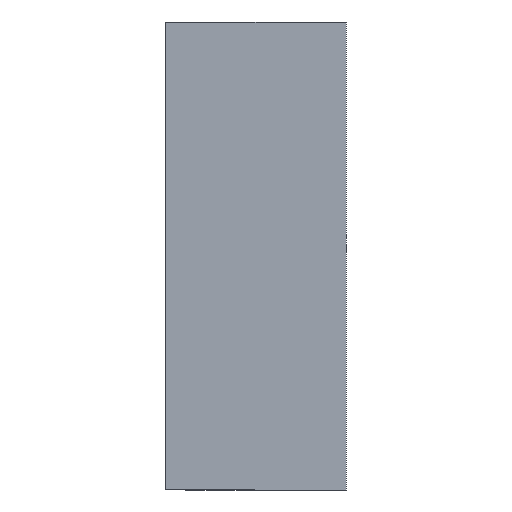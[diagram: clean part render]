
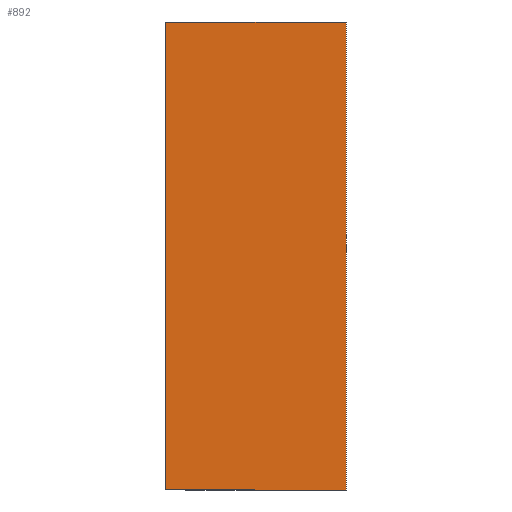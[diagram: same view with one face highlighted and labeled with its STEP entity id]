
A CAD part, front view. The second image highlights one B-rep face of the part: STEP entity #892.
In plain terms, the highlighted planar face has unit normal (0, -1, 0).
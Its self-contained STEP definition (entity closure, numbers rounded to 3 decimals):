
#25 = VECTOR ( 'NONE', #1760, 1000. ) ;
#67 = CARTESIAN_POINT ( 'NONE',  ( 0., 0., 0. ) ) ;
#109 = CARTESIAN_POINT ( 'NONE',  ( 85., 0., 0. ) ) ;
#215 = CARTESIAN_POINT ( 'NONE',  ( 85., 0., -220. ) ) ;
#217 = VERTEX_POINT ( 'NONE', #1739 ) ;
#265 = DIRECTION ( 'NONE',  ( 0., 0., -1. ) ) ;
#274 = PLANE ( 'NONE',  #573 ) ;
#283 = CARTESIAN_POINT ( 'NONE',  ( 0., 0., 0. ) ) ;
#311 = LINE ( 'NONE', #1119, #549 ) ;
#419 = FACE_OUTER_BOUND ( 'NONE', #910, .T. ) ;
#493 = VECTOR ( 'NONE', #1324, 1000. ) ;
#549 = VECTOR ( 'NONE', #831, 1000. ) ;
#555 = CARTESIAN_POINT ( 'NONE',  ( 0., 0., 0. ) ) ;
#573 = AXIS2_PLACEMENT_3D ( 'NONE', #555, #684, #265 ) ;
#608 = CARTESIAN_POINT ( 'NONE',  ( 0., 0., 0. ) ) ;
#628 = LINE ( 'NONE', #608, #493 ) ;
#684 = DIRECTION ( 'NONE',  ( 0., -1., 0. ) ) ;
#763 = ORIENTED_EDGE ( 'NONE', *, *, #1084, .F. ) ;
#826 = VERTEX_POINT ( 'NONE', #109 ) ;
#831 = DIRECTION ( 'NONE',  ( -1., 0., 0. ) ) ;
#892 = ADVANCED_FACE ( 'NONE', ( #419 ), #274, .T. ) ;
#906 = CARTESIAN_POINT ( 'NONE',  ( 85., 0., 0. ) ) ;
#910 = EDGE_LOOP ( 'NONE', ( #763, #1495, #1152, #1322 ) ) ;
#1084 = EDGE_CURVE ( 'NONE', #217, #1818, #628, .T. ) ;
#1119 = CARTESIAN_POINT ( 'NONE',  ( 0., 0., -220. ) ) ;
#1152 = ORIENTED_EDGE ( 'NONE', *, *, #1379, .F. ) ;
#1172 = EDGE_CURVE ( 'NONE', #1818, #826, #1330, .T. ) ;
#1322 = ORIENTED_EDGE ( 'NONE', *, *, #1172, .F. ) ;
#1324 = DIRECTION ( 'NONE',  ( 0., 0., 1. ) ) ;
#1330 = LINE ( 'NONE', #67, #1421 ) ;
#1379 = EDGE_CURVE ( 'NONE', #826, #1561, #1709, .T. ) ;
#1421 = VECTOR ( 'NONE', #1490, 1000. ) ;
#1490 = DIRECTION ( 'NONE',  ( 1., 0., 0. ) ) ;
#1495 = ORIENTED_EDGE ( 'NONE', *, *, #1741, .F. ) ;
#1561 = VERTEX_POINT ( 'NONE', #215 ) ;
#1709 = LINE ( 'NONE', #906, #25 ) ;
#1739 = CARTESIAN_POINT ( 'NONE',  ( 0., 0., -220. ) ) ;
#1741 = EDGE_CURVE ( 'NONE', #1561, #217, #311, .T. ) ;
#1760 = DIRECTION ( 'NONE',  ( 0., 0., -1. ) ) ;
#1818 = VERTEX_POINT ( 'NONE', #283 ) ;
